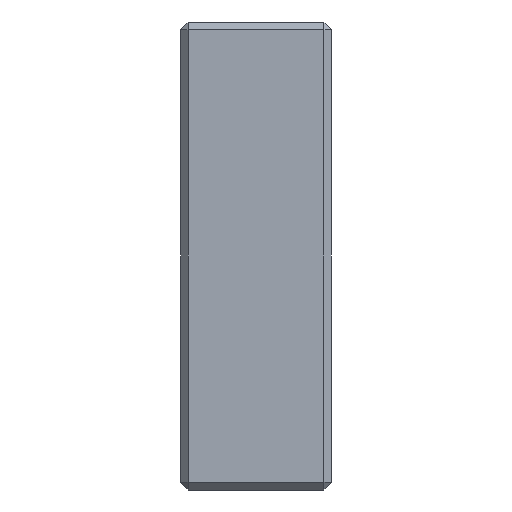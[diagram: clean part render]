
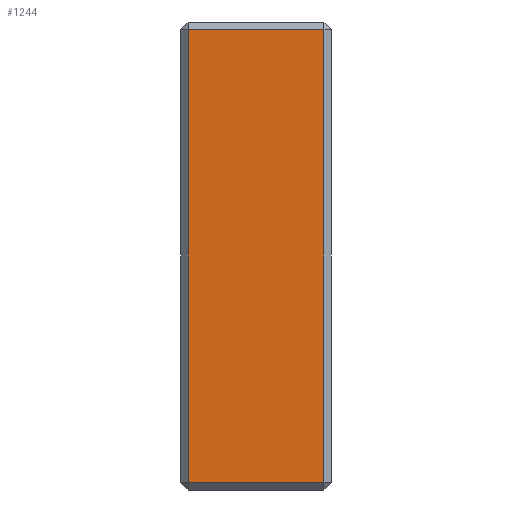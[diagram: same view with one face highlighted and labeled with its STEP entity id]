
A CAD part, left-side view. The second image highlights one B-rep face of the part: STEP entity #1244.
In plain terms, the highlighted planar face has unit normal (-1, 0, 0).
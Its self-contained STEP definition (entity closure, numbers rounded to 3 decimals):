
#178 = DIRECTION ( 'NONE',  ( 0., 1., 0. ) ) ;
#187 = VECTOR ( 'NONE', #1731, 1000. ) ;
#338 = DIRECTION ( 'NONE',  ( 0., 0., 1. ) ) ;
#368 = LINE ( 'NONE', #1238, #1518 ) ;
#434 = EDGE_LOOP ( 'NONE', ( #1508, #896, #1263, #578 ) ) ;
#556 = EDGE_CURVE ( 'NONE', #959, #1135, #1654, .T. ) ;
#578 = ORIENTED_EDGE ( 'NONE', *, *, #556, .T. ) ;
#605 = CARTESIAN_POINT ( 'NONE',  ( 0., 6.5, -30.5 ) ) ;
#653 = DIRECTION ( 'NONE',  ( 0., 0., -1. ) ) ;
#661 = VERTEX_POINT ( 'NONE', #605 ) ;
#669 = AXIS2_PLACEMENT_3D ( 'NONE', #797, #946, #653 ) ;
#760 = CARTESIAN_POINT ( 'NONE',  ( 0., 4., -0.5 ) ) ;
#797 = CARTESIAN_POINT ( 'NONE',  ( 0., 4., 0. ) ) ;
#896 = ORIENTED_EDGE ( 'NONE', *, *, #1678, .T. ) ;
#936 = FACE_OUTER_BOUND ( 'NONE', #434, .T. ) ;
#946 = DIRECTION ( 'NONE',  ( 1., 0., 0. ) ) ;
#952 = EDGE_CURVE ( 'NONE', #661, #959, #368, .T. ) ;
#959 = VERTEX_POINT ( 'NONE', #1264 ) ;
#1100 = LINE ( 'NONE', #1870, #187 ) ;
#1107 = EDGE_CURVE ( 'NONE', #1135, #1562, #1500, .T. ) ;
#1135 = VERTEX_POINT ( 'NONE', #1557 ) ;
#1238 = CARTESIAN_POINT ( 'NONE',  ( 0., 4., -30.5 ) ) ;
#1244 = ADVANCED_FACE ( 'NONE', ( #936 ), #1537, .F. ) ;
#1263 = ORIENTED_EDGE ( 'NONE', *, *, #952, .T. ) ;
#1264 = CARTESIAN_POINT ( 'NONE',  ( 0., -2.5, -30.5 ) ) ;
#1325 = VECTOR ( 'NONE', #178, 1000. ) ;
#1463 = CARTESIAN_POINT ( 'NONE',  ( 0., -2.5, 0. ) ) ;
#1500 = LINE ( 'NONE', #760, #1325 ) ;
#1508 = ORIENTED_EDGE ( 'NONE', *, *, #1107, .T. ) ;
#1518 = VECTOR ( 'NONE', #1882, 1000. ) ;
#1537 = PLANE ( 'NONE',  #669 ) ;
#1557 = CARTESIAN_POINT ( 'NONE',  ( 0., -2.5, -0.5 ) ) ;
#1562 = VERTEX_POINT ( 'NONE', #1675 ) ;
#1654 = LINE ( 'NONE', #1463, #1658 ) ;
#1658 = VECTOR ( 'NONE', #338, 1000. ) ;
#1675 = CARTESIAN_POINT ( 'NONE',  ( 0., 6.5, -0.5 ) ) ;
#1678 = EDGE_CURVE ( 'NONE', #1562, #661, #1100, .T. ) ;
#1731 = DIRECTION ( 'NONE',  ( 0., 0., -1. ) ) ;
#1870 = CARTESIAN_POINT ( 'NONE',  ( 0., 6.5, -31. ) ) ;
#1882 = DIRECTION ( 'NONE',  ( 0., -1., 0. ) ) ;
